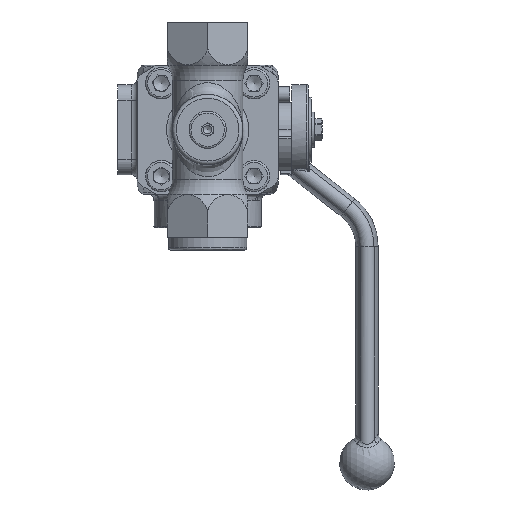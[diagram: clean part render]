
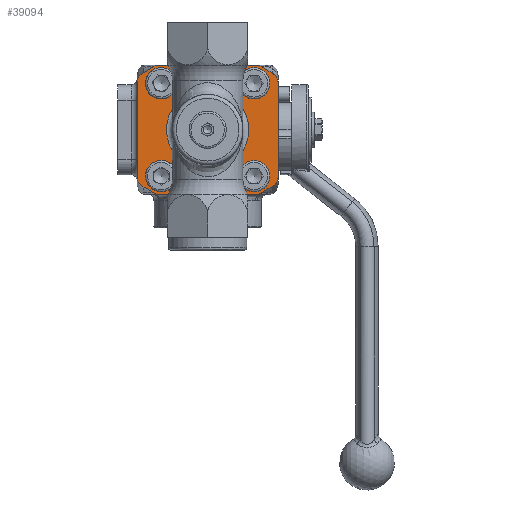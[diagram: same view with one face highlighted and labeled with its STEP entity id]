
A CAD part, left-side view. The second image highlights one B-rep face of the part: STEP entity #39094.
In plain terms, the highlighted planar face has unit normal (-1, 0, 0).
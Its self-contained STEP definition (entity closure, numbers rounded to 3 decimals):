
#38531=CARTESIAN_POINT('',(-48.,-24.509,-30.867));
#38532=VERTEX_POINT('',#38531);
#38539=CARTESIAN_POINT('',(-48.,-24.509,-14.867));
#38540=VERTEX_POINT('',#38539);
#38541=CARTESIAN_POINT('',(-48.,-24.509,-22.867));
#38542=DIRECTION('',(-1.,0.,0.));
#38543=DIRECTION('',(0.,0.,1.));
#38544=AXIS2_PLACEMENT_3D('',#38541,#38542,#38543);
#38545=CIRCLE('',#38544,8.);
#38546=EDGE_CURVE('NONE',#38532,#38540,#38545,.T.);
#38548=CARTESIAN_POINT('',(-48.,-24.509,-22.867));
#38549=DIRECTION('',(-1.,0.,0.));
#38550=DIRECTION('',(0.,0.,1.));
#38551=AXIS2_PLACEMENT_3D('',#38548,#38549,#38550);
#38552=CIRCLE('',#38551,8.);
#38553=EDGE_CURVE('NONE',#38540,#38532,#38552,.T.);
#38867=CARTESIAN_POINT('',(-48.,-0.821,0.821));
#38868=DIRECTION('',(-1.,0.,0.));
#38869=DIRECTION('',(0.,1.,0.));
#38870=AXIS2_PLACEMENT_3D('',#38867,#38868,#38869);
#38871=PLANE('',#38870);
#38872=CARTESIAN_POINT('',(-48.,30.865,-23.05));
#38873=VERTEX_POINT('',#38872);
#38874=CARTESIAN_POINT('',(-48.,22.867,-14.867));
#38875=VERTEX_POINT('',#38874);
#38876=CARTESIAN_POINT('',(-48.,22.867,-22.867));
#38877=DIRECTION('',(-1.,0.,0.));
#38878=DIRECTION('',(0.,0.,1.));
#38879=AXIS2_PLACEMENT_3D('',#38876,#38877,#38878);
#38880=CIRCLE('',#38879,8.);
#38881=EDGE_CURVE('NONE',#38873,#38875,#38880,.T.);
#38882=ORIENTED_EDGE('',*,*,#38881,.F.);
#38883=CARTESIAN_POINT('',(-48.,22.867,-22.867));
#38884=DIRECTION('',(-1.,0.,0.));
#38885=DIRECTION('',(0.,0.,1.));
#38886=AXIS2_PLACEMENT_3D('',#38883,#38884,#38885);
#38887=CIRCLE('',#38886,8.);
#38888=EDGE_CURVE('NONE',#38875,#38873,#38887,.T.);
#38889=ORIENTED_EDGE('',*,*,#38888,.F.);
#38890=EDGE_LOOP('',(#38882,#38889));
#38891=FACE_BOUND('',#38890,.T.);
#38892=CARTESIAN_POINT('',(-48.,-24.509,16.509));
#38893=VERTEX_POINT('',#38892);
#38894=CARTESIAN_POINT('',(-48.,-24.509,32.509));
#38895=VERTEX_POINT('',#38894);
#38896=CARTESIAN_POINT('',(-48.,-24.509,24.509));
#38897=DIRECTION('',(-1.,0.,0.));
#38898=DIRECTION('',(0.,0.,1.));
#38899=AXIS2_PLACEMENT_3D('',#38896,#38897,#38898);
#38900=CIRCLE('',#38899,8.);
#38901=EDGE_CURVE('NONE',#38893,#38895,#38900,.T.);
#38902=ORIENTED_EDGE('',*,*,#38901,.F.);
#38903=CARTESIAN_POINT('',(-48.,-24.509,24.509));
#38904=DIRECTION('',(-1.,0.,0.));
#38905=DIRECTION('',(0.,0.,1.));
#38906=AXIS2_PLACEMENT_3D('',#38903,#38904,#38905);
#38907=CIRCLE('',#38906,8.);
#38908=EDGE_CURVE('NONE',#38895,#38893,#38907,.T.);
#38909=ORIENTED_EDGE('',*,*,#38908,.F.);
#38910=EDGE_LOOP('',(#38902,#38909));
#38911=FACE_BOUND('',#38910,.T.);
#38912=CARTESIAN_POINT('',(-48.,20.179,0.821));
#38913=VERTEX_POINT('',#38912);
#38914=CARTESIAN_POINT('',(-48.,-21.821,0.821));
#38915=VERTEX_POINT('',#38914);
#38916=CARTESIAN_POINT('',(-48.,-0.821,0.821));
#38917=DIRECTION('',(1.,-0.,-0.));
#38918=DIRECTION('',(0.,1.,0.));
#38919=AXIS2_PLACEMENT_3D('',#38916,#38917,#38918);
#38920=CIRCLE('',#38919,21.);
#38921=EDGE_CURVE('NONE',#38913,#38915,#38920,.T.);
#38922=ORIENTED_EDGE('',*,*,#38921,.T.);
#38923=CARTESIAN_POINT('',(-48.,-0.821,0.821));
#38924=DIRECTION('',(1.,-0.,-0.));
#38925=DIRECTION('',(0.,1.,0.));
#38926=AXIS2_PLACEMENT_3D('',#38923,#38924,#38925);
#38927=CIRCLE('',#38926,21.);
#38928=EDGE_CURVE('NONE',#38915,#38913,#38927,.T.);
#38929=ORIENTED_EDGE('',*,*,#38928,.T.);
#38930=EDGE_LOOP('',(#38922,#38929));
#38931=FACE_BOUND('',#38930,.T.);
#38932=CARTESIAN_POINT('',(-48.,32.179,29.779));
#38933=VERTEX_POINT('',#38932);
#38934=CARTESIAN_POINT('',(-48.,26.571,33.017));
#38935=VERTEX_POINT('',#38934);
#38936=CARTESIAN_POINT('',(-48.,32.179,29.779));
#38937=DIRECTION('',(0.,-0.866,0.5));
#38938=VECTOR('',#38937,6.475);
#38939=LINE('',#38936,#38938);
#38940=EDGE_CURVE('NONE',#38933,#38935,#38939,.T.);
#38941=ORIENTED_EDGE('',*,*,#38940,.F.);
#38942=CARTESIAN_POINT('',(-48.,35.179,24.583));
#38943=VERTEX_POINT('',#38942);
#38944=CARTESIAN_POINT('',(-48.,29.179,24.583));
#38945=DIRECTION('',(-1.,-0.,-0.));
#38946=DIRECTION('',(0.,-1.,0.));
#38947=AXIS2_PLACEMENT_3D('',#38944,#38945,#38946);
#38948=CIRCLE('',#38947,6.);
#38949=EDGE_CURVE('NONE',#38933,#38943,#38948,.T.);
#38950=ORIENTED_EDGE('',*,*,#38949,.T.);
#38951=CARTESIAN_POINT('',(-48.,35.179,-22.942));
#38952=VERTEX_POINT('',#38951);
#38953=CARTESIAN_POINT('',(-48.,35.179,-22.942));
#38954=DIRECTION('',(-0.,-0.,1.));
#38955=VECTOR('',#38954,47.525);
#38956=LINE('',#38953,#38955);
#38957=EDGE_CURVE('NONE',#38952,#38943,#38956,.T.);
#38958=ORIENTED_EDGE('',*,*,#38957,.F.);
#38959=CARTESIAN_POINT('',(-48.,32.179,-28.138));
#38960=VERTEX_POINT('',#38959);
#38961=CARTESIAN_POINT('',(-48.,29.179,-22.942));
#38962=DIRECTION('',(-1.,0.,0.));
#38963=DIRECTION('',(0.,1.,0.));
#38964=AXIS2_PLACEMENT_3D('',#38961,#38962,#38963);
#38965=CIRCLE('',#38964,6.);
#38966=EDGE_CURVE('NONE',#38952,#38960,#38965,.T.);
#38967=ORIENTED_EDGE('',*,*,#38966,.T.);
#38968=CARTESIAN_POINT('',(-48.,26.571,-31.375));
#38969=VERTEX_POINT('',#38968);
#38970=CARTESIAN_POINT('',(-48.,32.179,-28.138));
#38971=DIRECTION('',(0.,-0.866,-0.5));
#38972=VECTOR('',#38971,6.475);
#38973=LINE('',#38970,#38972);
#38974=EDGE_CURVE('NONE',#38960,#38969,#38973,.T.);
#38975=ORIENTED_EDGE('',*,*,#38974,.T.);
#38976=CARTESIAN_POINT('',(-48.,23.571,-32.179));
#38977=VERTEX_POINT('',#38976);
#38978=CARTESIAN_POINT('',(-48.,23.571,-26.179));
#38979=DIRECTION('',(-1.,-0.,-0.));
#38980=DIRECTION('',(0.,-1.,0.));
#38981=AXIS2_PLACEMENT_3D('',#38978,#38979,#38980);
#38982=CIRCLE('',#38981,6.);
#38983=EDGE_CURVE('NONE',#38969,#38977,#38982,.T.);
#38984=ORIENTED_EDGE('',*,*,#38983,.T.);
#38985=CARTESIAN_POINT('',(-48.,-25.213,-32.179));
#38986=VERTEX_POINT('',#38985);
#38987=CARTESIAN_POINT('',(-48.,-25.213,-32.179));
#38988=DIRECTION('',(0.,1.,0.));
#38989=VECTOR('',#38988,48.785);
#38990=LINE('',#38987,#38989);
#38991=EDGE_CURVE('NONE',#38986,#38977,#38990,.T.);
#38992=ORIENTED_EDGE('',*,*,#38991,.F.);
#38993=CARTESIAN_POINT('',(-48.,-28.213,-31.375));
#38994=VERTEX_POINT('',#38993);
#38995=CARTESIAN_POINT('',(-48.,-25.213,-26.179));
#38996=DIRECTION('',(-1.,0.,0.));
#38997=DIRECTION('',(0.,1.,0.));
#38998=AXIS2_PLACEMENT_3D('',#38995,#38996,#38997);
#38999=CIRCLE('',#38998,6.);
#39000=EDGE_CURVE('NONE',#38986,#38994,#38999,.T.);
#39001=ORIENTED_EDGE('',*,*,#39000,.T.);
#39002=CARTESIAN_POINT('',(-48.,-33.821,-28.138));
#39003=VERTEX_POINT('',#39002);
#39004=CARTESIAN_POINT('',(-48.,-33.821,-28.138));
#39005=DIRECTION('',(0.,0.866,-0.5));
#39006=VECTOR('',#39005,6.475);
#39007=LINE('',#39004,#39006);
#39008=EDGE_CURVE('NONE',#39003,#38994,#39007,.T.);
#39009=ORIENTED_EDGE('',*,*,#39008,.F.);
#39010=CARTESIAN_POINT('',(-48.,-36.821,-22.942));
#39011=VERTEX_POINT('',#39010);
#39012=CARTESIAN_POINT('',(-48.,-30.821,-22.942));
#39013=DIRECTION('',(-1.,-0.,-0.));
#39014=DIRECTION('',(0.,-1.,0.));
#39015=AXIS2_PLACEMENT_3D('',#39012,#39013,#39014);
#39016=CIRCLE('',#39015,6.);
#39017=EDGE_CURVE('NONE',#39003,#39011,#39016,.T.);
#39018=ORIENTED_EDGE('',*,*,#39017,.T.);
#39019=CARTESIAN_POINT('',(-48.,-36.821,24.583));
#39020=VERTEX_POINT('',#39019);
#39021=CARTESIAN_POINT('',(-48.,-36.821,24.583));
#39022=DIRECTION('',(0.,0.,-1.));
#39023=VECTOR('',#39022,47.525);
#39024=LINE('',#39021,#39023);
#39025=EDGE_CURVE('NONE',#39020,#39011,#39024,.T.);
#39026=ORIENTED_EDGE('',*,*,#39025,.F.);
#39027=CARTESIAN_POINT('',(-48.,-33.821,29.779));
#39028=VERTEX_POINT('',#39027);
#39029=CARTESIAN_POINT('',(-48.,-30.821,24.583));
#39030=DIRECTION('',(-1.,0.,0.));
#39031=DIRECTION('',(0.,1.,0.));
#39032=AXIS2_PLACEMENT_3D('',#39029,#39030,#39031);
#39033=CIRCLE('',#39032,6.);
#39034=EDGE_CURVE('NONE',#39020,#39028,#39033,.T.);
#39035=ORIENTED_EDGE('',*,*,#39034,.T.);
#39036=CARTESIAN_POINT('',(-48.,-28.213,33.017));
#39037=VERTEX_POINT('',#39036);
#39038=CARTESIAN_POINT('',(-48.,-33.821,29.779));
#39039=DIRECTION('',(0.,0.866,0.5));
#39040=VECTOR('',#39039,6.475);
#39041=LINE('',#39038,#39040);
#39042=EDGE_CURVE('NONE',#39028,#39037,#39041,.T.);
#39043=ORIENTED_EDGE('',*,*,#39042,.T.);
#39044=CARTESIAN_POINT('',(-48.,-25.213,33.821));
#39045=VERTEX_POINT('',#39044);
#39046=CARTESIAN_POINT('',(-48.,-25.213,27.821));
#39047=DIRECTION('',(-1.,-0.,-0.));
#39048=DIRECTION('',(0.,-1.,0.));
#39049=AXIS2_PLACEMENT_3D('',#39046,#39047,#39048);
#39050=CIRCLE('',#39049,6.);
#39051=EDGE_CURVE('NONE',#39037,#39045,#39050,.T.);
#39052=ORIENTED_EDGE('',*,*,#39051,.T.);
#39053=CARTESIAN_POINT('',(-48.,23.571,33.821));
#39054=VERTEX_POINT('',#39053);
#39055=CARTESIAN_POINT('',(-48.,23.571,33.821));
#39056=DIRECTION('',(-0.,-1.,-0.));
#39057=VECTOR('',#39056,48.785);
#39058=LINE('',#39055,#39057);
#39059=EDGE_CURVE('NONE',#39054,#39045,#39058,.T.);
#39060=ORIENTED_EDGE('',*,*,#39059,.F.);
#39061=CARTESIAN_POINT('',(-48.,23.571,27.821));
#39062=DIRECTION('',(-1.,0.,0.));
#39063=DIRECTION('',(0.,1.,0.));
#39064=AXIS2_PLACEMENT_3D('',#39061,#39062,#39063);
#39065=CIRCLE('',#39064,6.);
#39066=EDGE_CURVE('NONE',#39054,#38935,#39065,.T.);
#39067=ORIENTED_EDGE('',*,*,#39066,.T.);
#39068=EDGE_LOOP('',(#38941,#38950,#38958,#38967,#38975,#38984,#38992,#39001,#39009,#39018,#39026,#39035,#39043,#39052,#39060,#39067));
#39069=FACE_BOUND('',#39068,.T.);
#39070=CARTESIAN_POINT('',(-48.,30.205,21.323));
#39071=VERTEX_POINT('',#39070);
#39072=CARTESIAN_POINT('',(-48.,22.867,32.509));
#39073=VERTEX_POINT('',#39072);
#39074=CARTESIAN_POINT('',(-48.,22.867,24.509));
#39075=DIRECTION('',(-1.,0.,0.));
#39076=DIRECTION('',(0.,0.,1.));
#39077=AXIS2_PLACEMENT_3D('',#39074,#39075,#39076);
#39078=CIRCLE('',#39077,8.);
#39079=EDGE_CURVE('NONE',#39071,#39073,#39078,.T.);
#39080=ORIENTED_EDGE('',*,*,#39079,.F.);
#39081=CARTESIAN_POINT('',(-48.,22.867,24.509));
#39082=DIRECTION('',(-1.,0.,0.));
#39083=DIRECTION('',(0.,0.,1.));
#39084=AXIS2_PLACEMENT_3D('',#39081,#39082,#39083);
#39085=CIRCLE('',#39084,8.);
#39086=EDGE_CURVE('NONE',#39073,#39071,#39085,.T.);
#39087=ORIENTED_EDGE('',*,*,#39086,.F.);
#39088=EDGE_LOOP('',(#39080,#39087));
#39089=FACE_BOUND('',#39088,.T.);
#39090=ORIENTED_EDGE('',*,*,#38546,.F.);
#39091=ORIENTED_EDGE('',*,*,#38553,.F.);
#39092=EDGE_LOOP('',(#39090,#39091));
#39093=FACE_BOUND('',#39092,.T.);
#39094=ADVANCED_FACE('',(#38891,#38911,#38931,#39069,#39089,#39093),#38871,.T.);
